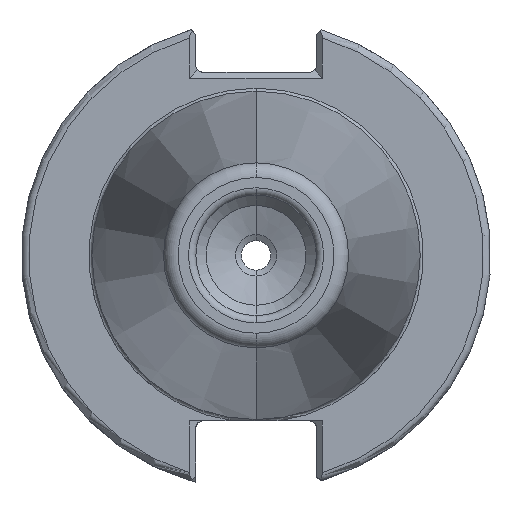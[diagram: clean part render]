
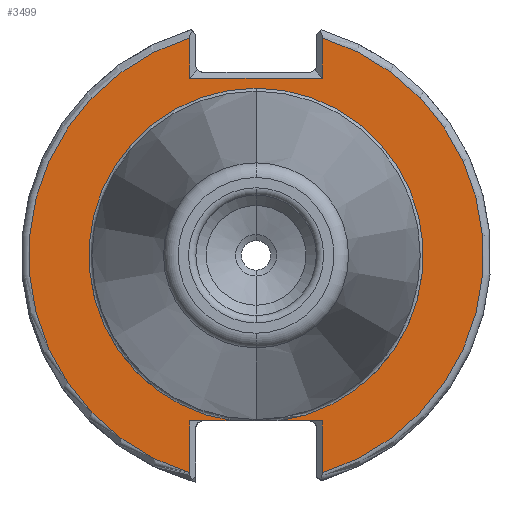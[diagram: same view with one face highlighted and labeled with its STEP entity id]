
A CAD part, left-side view. The second image highlights one B-rep face of the part: STEP entity #3499.
In plain terms, the highlighted planar face has unit normal (-1, 0, 0).
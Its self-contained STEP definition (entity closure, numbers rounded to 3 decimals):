
#15 = VERTEX_POINT ( 'NONE', #413 ) ;
#51 = VERTEX_POINT ( 'NONE', #397 ) ;
#316 = ORIENTED_EDGE ( 'NONE', *, *, #1972, .T. ) ;
#397 = CARTESIAN_POINT ( 'NONE',  ( -76.82, 8.99, 24. ) ) ;
#413 = CARTESIAN_POINT ( 'NONE',  ( -76.82, -8.99, -29.433 ) ) ;
#483 = VERTEX_POINT ( 'NONE', #3447 ) ;
#552 = CARTESIAN_POINT ( 'NONE',  ( -76.82, 8.99, -22.41 ) ) ;
#574 = AXIS2_PLACEMENT_3D ( 'NONE', #1398, #1396, #1384 ) ;
#741 = ORIENTED_EDGE ( 'NONE', *, *, #1992, .T. ) ;
#797 = VECTOR ( 'NONE', #1993, 1000. ) ;
#816 = AXIS2_PLACEMENT_3D ( 'NONE', #2063, #2055, #2045 ) ;
#833 = AXIS2_PLACEMENT_3D ( 'NONE', #2436, #2429, #2425 ) ;
#838 = LINE ( 'NONE', #1999, #967 ) ;
#839 = AXIS2_PLACEMENT_3D ( 'NONE', #2168, #2165, #2160 ) ;
#857 = ORIENTED_EDGE ( 'NONE', *, *, #3849, .F. ) ;
#933 = CIRCLE ( 'NONE', #816, 30.775 ) ;
#962 = LINE ( 'NONE', #2009, #797 ) ;
#967 = VECTOR ( 'NONE', #2089, 1000. ) ;
#971 = VECTOR ( 'NONE', #2108, 1000. ) ;
#1008 = VECTOR ( 'NONE', #2122, 1000. ) ;
#1017 = VECTOR ( 'NONE', #2117, 1000. ) ;
#1022 = VECTOR ( 'NONE', #2148, 1000. ) ;
#1041 = CARTESIAN_POINT ( 'NONE',  ( -76.82, -8.99, -22.41 ) ) ;
#1064 = LINE ( 'NONE', #2239, #1022 ) ;
#1072 = LINE ( 'NONE', #2143, #971 ) ;
#1079 = LINE ( 'NONE', #2127, #1017 ) ;
#1118 = CIRCLE ( 'NONE', #839, 30.775 ) ;
#1131 = VECTOR ( 'NONE', #2277, 1000. ) ;
#1138 = LINE ( 'NONE', #2373, #1131 ) ;
#1213 = CIRCLE ( 'NONE', #833, 22.625 ) ;
#1224 = LINE ( 'NONE', #2131, #1008 ) ;
#1277 = CARTESIAN_POINT ( 'NONE',  ( -76.82, 3.112, -22.41 ) ) ;
#1384 = DIRECTION ( 'NONE',  ( 0., 0., 1. ) ) ;
#1396 = DIRECTION ( 'NONE',  ( -1., 0., 0. ) ) ;
#1398 = CARTESIAN_POINT ( 'NONE',  ( -76.82, 0., 0. ) ) ;
#1465 = ORIENTED_EDGE ( 'NONE', *, *, #1987, .T. ) ;
#1583 = ORIENTED_EDGE ( 'NONE', *, *, #1907, .F. ) ;
#1859 = CIRCLE ( 'NONE', #574, 22.625 ) ;
#1888 = CARTESIAN_POINT ( 'NONE',  ( -76.82, 0., 22.625 ) ) ;
#1890 = AXIS2_PLACEMENT_3D ( 'NONE', #2082, #2076, #2064 ) ;
#1907 = EDGE_CURVE ( 'NONE', #2053, #3884, #1213, .T. ) ;
#1941 = EDGE_CURVE ( 'NONE', #51, #2595, #1138, .T. ) ;
#1961 = EDGE_CURVE ( 'NONE', #2595, #483, #1118, .T. ) ;
#1972 = EDGE_CURVE ( 'NONE', #483, #2947, #1064, .T. ) ;
#1987 = EDGE_CURVE ( 'NONE', #2947, #3884, #1224, .T. ) ;
#1992 = EDGE_CURVE ( 'NONE', #3492, #2319, #1079, .T. ) ;
#1993 = DIRECTION ( 'NONE',  ( 0., 0., -1. ) ) ;
#1999 = CARTESIAN_POINT ( 'NONE',  ( -76.82, 0., 24. ) ) ;
#2000 = EDGE_CURVE ( 'NONE', #2319, #15, #1072, .T. ) ;
#2005 = EDGE_CURVE ( 'NONE', #15, #3273, #933, .T. ) ;
#2009 = CARTESIAN_POINT ( 'NONE',  ( -76.82, -8.99, 24.8 ) ) ;
#2013 = EDGE_CURVE ( 'NONE', #3273, #3285, #962, .T. ) ;
#2020 = ORIENTED_EDGE ( 'NONE', *, *, #2025, .T. ) ;
#2025 = EDGE_CURVE ( 'NONE', #3285, #51, #838, .T. ) ;
#2027 = ORIENTED_EDGE ( 'NONE', *, *, #1961, .T. ) ;
#2045 = DIRECTION ( 'NONE',  ( 0., 0., -1. ) ) ;
#2053 = VERTEX_POINT ( 'NONE', #1888 ) ;
#2055 = DIRECTION ( 'NONE',  ( -1., 0., 0. ) ) ;
#2057 = ORIENTED_EDGE ( 'NONE', *, *, #2013, .T. ) ;
#2063 = CARTESIAN_POINT ( 'NONE',  ( -76.82, 0., 0. ) ) ;
#2064 = DIRECTION ( 'NONE',  ( 0., 0., -1. ) ) ;
#2076 = DIRECTION ( 'NONE',  ( 1., 0., 0. ) ) ;
#2082 = CARTESIAN_POINT ( 'NONE',  ( -76.82, 0., 0. ) ) ;
#2089 = DIRECTION ( 'NONE',  ( 0., 1., 0. ) ) ;
#2105 = PLANE ( 'NONE',  #1890 ) ;
#2108 = DIRECTION ( 'NONE',  ( 0., 0., -1. ) ) ;
#2117 = DIRECTION ( 'NONE',  ( 0., -1., 0. ) ) ;
#2122 = DIRECTION ( 'NONE',  ( 0., -1., 0. ) ) ;
#2127 = CARTESIAN_POINT ( 'NONE',  ( -76.82, -8.19, -22.41 ) ) ;
#2131 = CARTESIAN_POINT ( 'NONE',  ( -76.82, -8.19, -22.41 ) ) ;
#2143 = CARTESIAN_POINT ( 'NONE',  ( -76.82, -8.99, 0. ) ) ;
#2148 = DIRECTION ( 'NONE',  ( 0., 0., 1. ) ) ;
#2150 = CARTESIAN_POINT ( 'NONE',  ( -76.82, -3.112, -22.41 ) ) ;
#2160 = DIRECTION ( 'NONE',  ( 0., 0., -1. ) ) ;
#2165 = DIRECTION ( 'NONE',  ( -1., 0., 0. ) ) ;
#2168 = CARTESIAN_POINT ( 'NONE',  ( -76.82, 0., 0. ) ) ;
#2239 = CARTESIAN_POINT ( 'NONE',  ( -76.82, 8.99, 0. ) ) ;
#2277 = DIRECTION ( 'NONE',  ( 0., 0., 1. ) ) ;
#2319 = VERTEX_POINT ( 'NONE', #1041 ) ;
#2326 = FACE_OUTER_BOUND ( 'NONE', #3677, .T. ) ;
#2373 = CARTESIAN_POINT ( 'NONE',  ( -76.82, 8.99, 30.701 ) ) ;
#2425 = DIRECTION ( 'NONE',  ( 0., 0., 1. ) ) ;
#2429 = DIRECTION ( 'NONE',  ( -1., 0., 0. ) ) ;
#2436 = CARTESIAN_POINT ( 'NONE',  ( -76.82, 0., 0. ) ) ;
#2595 = VERTEX_POINT ( 'NONE', #3783 ) ;
#2625 = CARTESIAN_POINT ( 'NONE',  ( -76.82, -8.99, 24. ) ) ;
#2628 = CARTESIAN_POINT ( 'NONE',  ( -76.82, -8.99, 29.433 ) ) ;
#2740 = ORIENTED_EDGE ( 'NONE', *, *, #2005, .T. ) ;
#2947 = VERTEX_POINT ( 'NONE', #552 ) ;
#2971 = ORIENTED_EDGE ( 'NONE', *, *, #2000, .T. ) ;
#3215 = ORIENTED_EDGE ( 'NONE', *, *, #1941, .T. ) ;
#3273 = VERTEX_POINT ( 'NONE', #2628 ) ;
#3285 = VERTEX_POINT ( 'NONE', #2625 ) ;
#3447 = CARTESIAN_POINT ( 'NONE',  ( -76.82, 8.99, -29.433 ) ) ;
#3492 = VERTEX_POINT ( 'NONE', #2150 ) ;
#3499 = ADVANCED_FACE ( 'NONE', ( #2326 ), #2105, .F. ) ;
#3677 = EDGE_LOOP ( 'NONE', ( #3215, #2027, #316, #1465, #1583, #857, #741, #2971, #2740, #2057, #2020 ) ) ;
#3783 = CARTESIAN_POINT ( 'NONE',  ( -76.82, 8.99, 29.433 ) ) ;
#3849 = EDGE_CURVE ( 'NONE', #3492, #2053, #1859, .T. ) ;
#3884 = VERTEX_POINT ( 'NONE', #1277 ) ;
